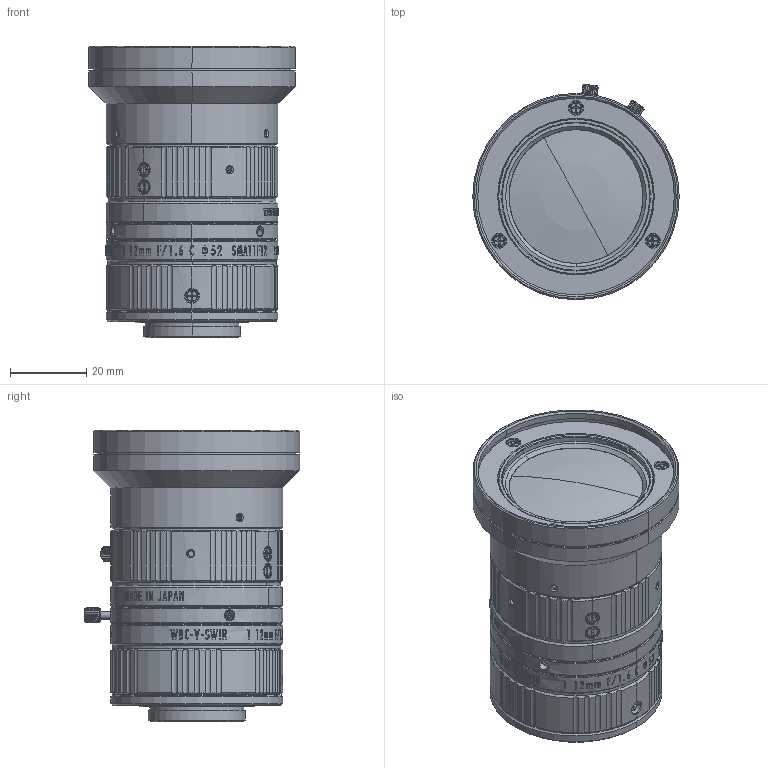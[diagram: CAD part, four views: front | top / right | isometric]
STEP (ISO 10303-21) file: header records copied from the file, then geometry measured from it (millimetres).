
FILE_DESCRIPTION(('CATIA V5 STEP Exchange'),'2;1');
FILE_NAME('XC012E0000-070-XC012E0000(SMA11F12).stp','2024-09-12T08:08:50+00:00',('none'),('none'),'CATIA Version 5-6 Release 2017 SP5 HF45','CATIA V5 STEP AP203','none');
FILE_SCHEMA(('CONFIG_CONTROL_DESIGN'));
Products named in the file (1): XC012E0000-070-XC012E0000外観3Dデータ
Bounding box: 54 x 56.47 x 76.38 mm (x, y, z)
Volume: 115738.5 mm3; surface area: 17673 mm2
Topology: 1 solids, 3 shells, 1805 faces, 4763 edges, 3127 vertices
Faces by surface type: bspline 854, cylinder 321, plane 315, cone 170, extrusion 115, torus 26, sphere 4
Entity records: 72702 total; most frequent: CARTESIAN_POINT 37832, ORIENTED_EDGE 9514, EDGE_CURVE 4757, B_SPLINE_CURVE_WITH_KNOTS 3298, VERTEX_POINT 3127, DIRECTION 2909, EDGE_LOOP 1978, ADVANCED_FACE 1805
